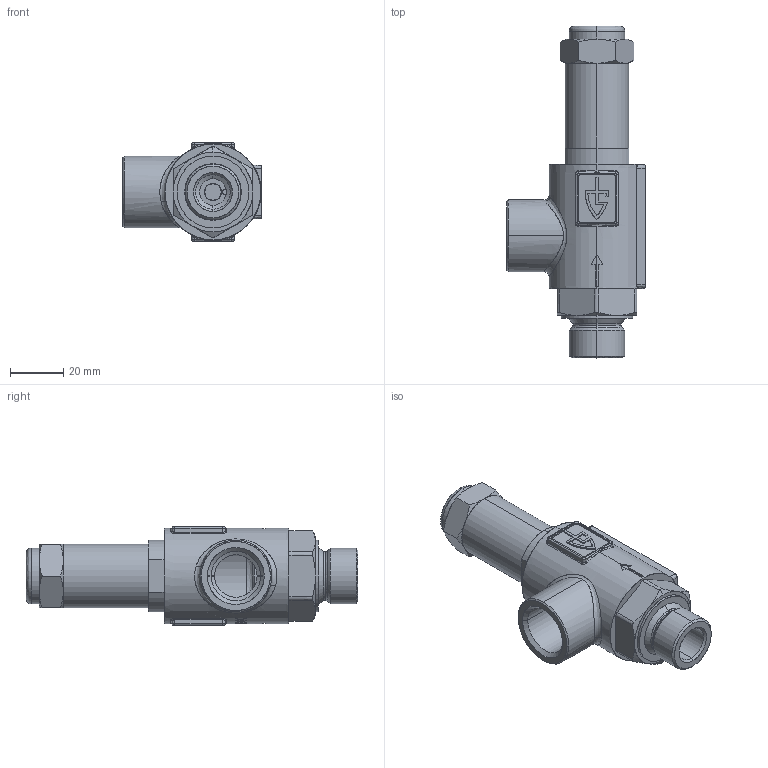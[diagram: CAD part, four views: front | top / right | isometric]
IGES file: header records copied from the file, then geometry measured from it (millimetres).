
Start section: SolidWorks IGES file using analytic representation for surfaces
Global section: file name: 861 O-DN 15 Dummy.IGS; native system: SolidWorks 2011; preprocessor: SolidWorks 2011; author: Blankenhorn; date: 120629.095502; units: millimetre
Bounding box: 52.2 x 125 x 37 mm (x, y, z)
Surface area: 31578 mm2 (no closed solid volume)
Topology: 0 solids, 0 shells, 433 faces, 6067 edges, 6067 vertices
Faces by surface type: bspline 237, revolution 196
